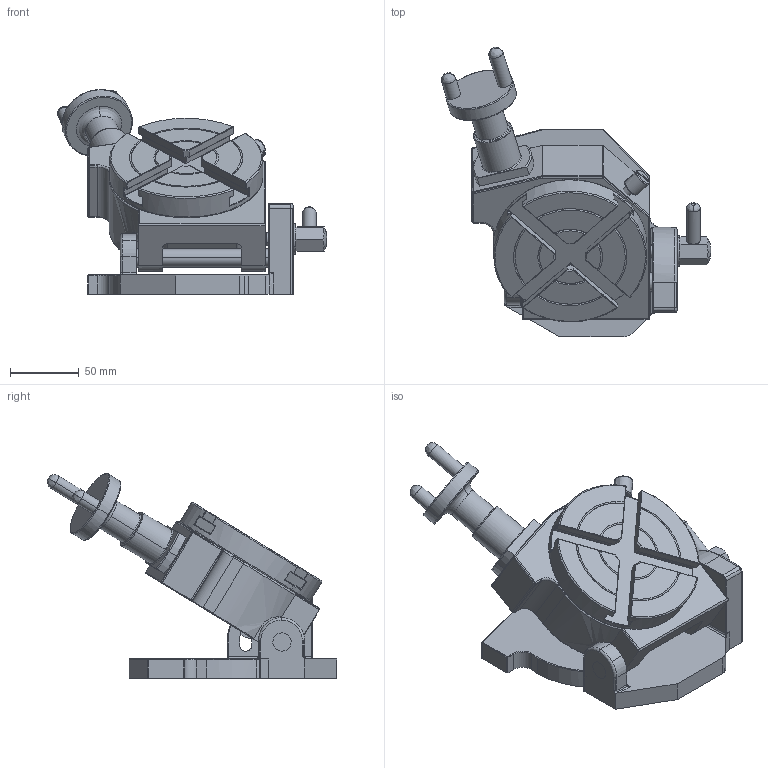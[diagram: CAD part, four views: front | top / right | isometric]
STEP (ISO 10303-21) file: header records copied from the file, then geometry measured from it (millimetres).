
FILE_DESCRIPTION(('FreeCAD Model'),'2;1');
FILE_NAME('Open CASCADE Shape Model','2025-04-17T14:31:59',('FreeCAD'),( 'FreeCAD'),'Open CASCADE STEP processor 7.6','FreeCAD','Unknown');
FILE_SCHEMA(('AUTOMOTIVE_DESIGN { 1 0 10303 214 1 1 1 1 }'));
Length unit declared in the file: millimetre
Products named in the file (1): Open CASCADE STEP translator 7.6 1
Bounding box: 195.35 x 209.92 x 148.65 mm (x, y, z)
Volume: 1034109.3 mm3; surface area: 154611.1 mm2
Topology: 7 solids, 7 shells, 551 faces, 1495 edges, 967 vertices
Faces by surface type: bspline 551
Entity records: 22595 total; most frequent: CARTESIAN_POINT 14746, ORIENTED_EDGE 2850, EDGE_CURVE 1425, VERTEX_POINT 895, B_SPLINE_CURVE_WITH_KNOTS 773, FACE_BOUND 568, EDGE_LOOP 568, ADVANCED_FACE 551
